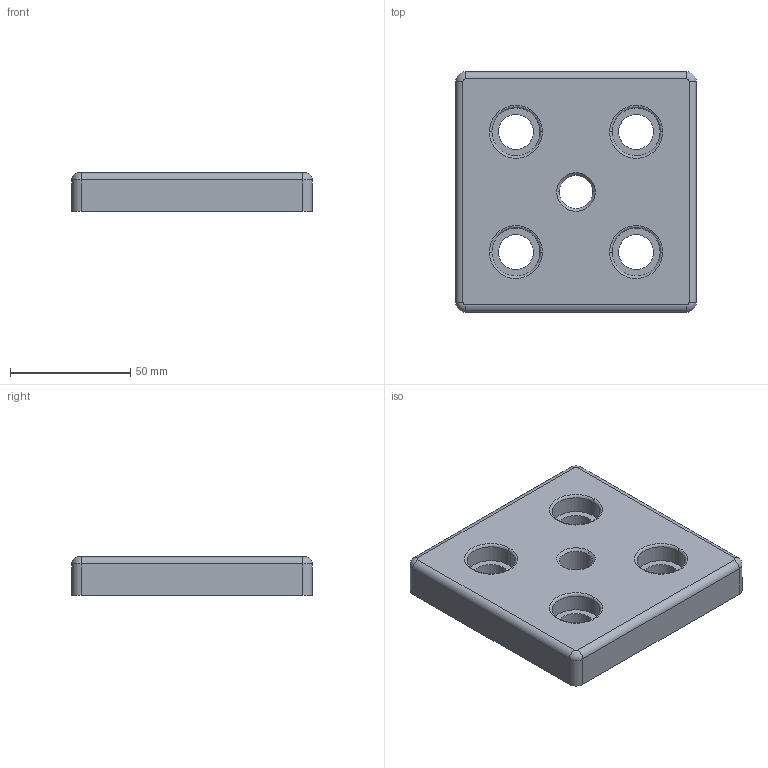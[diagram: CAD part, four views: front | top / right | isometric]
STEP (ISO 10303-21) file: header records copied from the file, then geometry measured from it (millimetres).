
FILE_DESCRIPTION (( 'STEP AP203' ), '1' );
FILE_NAME ('413500301_c_1.STEP', '2023-05-14T22:43:40', ( '' ), ( '' ), 'SwSTEP 2.0', 'SolidWorks 2014', '' );
FILE_SCHEMA (( 'CONFIG_CONTROL_DESIGN' ));
Length unit declared in the file: millimetre
Products named in the file (1): 413500301_c_1
Bounding box: 100 x 100 x 16 mm (x, y, z)
Volume: 86445 mm3; surface area: 37538.5 mm2
Topology: 1 solids, 1 shells, 176 faces, 428 edges, 243 vertices
Faces by surface type: cylinder 89, bspline 54, plane 27, torus 4, cone 2
Entity records: 7209 total; most frequent: CARTESIAN_POINT 3213, DIRECTION 855, ORIENTED_EDGE 816, EDGE_CURVE 408, AXIS2_PLACEMENT_3D 358, VERTEX_POINT 243, CIRCLE 235, EDGE_LOOP 195
